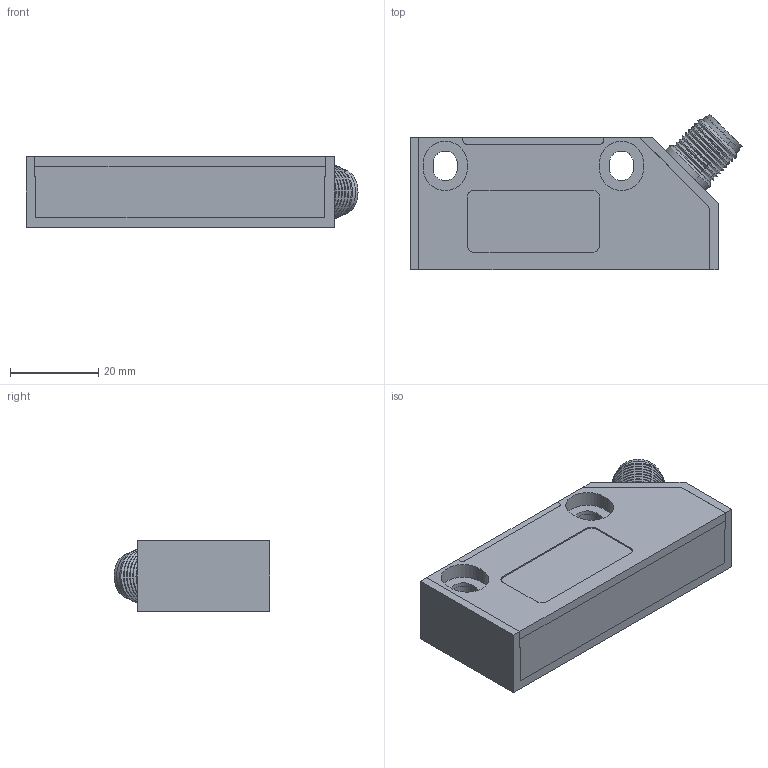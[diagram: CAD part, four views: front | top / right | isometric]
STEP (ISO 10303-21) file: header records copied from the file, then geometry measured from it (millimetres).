
FILE_DESCRIPTION (( 'STEP AP214' ), '1' );
FILE_NAME ('12_19_00_000_HMAX_komplett~a.STEP', '2015-01-13T13:04:52', ( ' ' ), ( ' ' ), 'SwSTEP 2.0', 'SolidWorks 2009', '' );
FILE_SCHEMA (( 'AUTOMOTIVE_DESIGN' ));
Length unit declared in the file: millimetre
Products named in the file (6): 12_19_00_002_Gehaeuseschale_HMAX~b; 12_19_00_000_HMAX_komplett~a; HMAX_Verguss; Binder_kbor12A3t500; 12_19_00_003_Deckel_HMAX~a; 12_19_00_004_Gewindehülse~0
Assembly tree (5 placements, depth 2):
  12_19_00_000_HMAX_komplett~a
    HMAX_Verguss
    12_19_00_003_Deckel_HMAX~a
    12_19_00_002_Gehaeuseschale_HMAX~b
    12_19_00_004_Gewindehülse~0
    Binder_kbor12A3t500
Bounding box: 75.36 x 35.37 x 16 mm (x, y, z)
Volume: 14374 mm3; surface area: 17777.7 mm2
Topology: 6 solids, 6 shells, 465 faces, 1129 edges, 724 vertices
Faces by surface type: cylinder 222, plane 187, cone 42, sphere 12, torus 2
Entity records: 13812 total; most frequent: DIRECTION 2505, CARTESIAN_POINT 2270, ORIENTED_EDGE 2170, EDGE_CURVE 1085, AXIS2_PLACEMENT_3D 949, VERTEX_POINT 702, LINE 607, VECTOR 607
